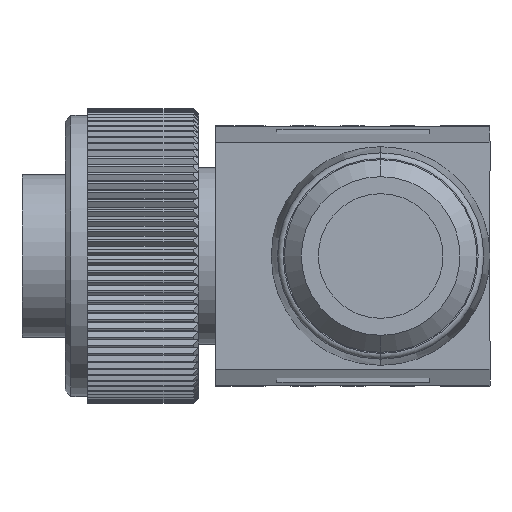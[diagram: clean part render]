
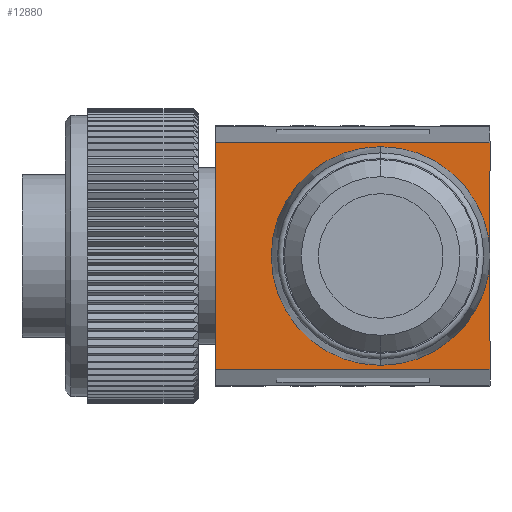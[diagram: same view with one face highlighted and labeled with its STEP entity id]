
A CAD part, left-side view. The second image highlights one B-rep face of the part: STEP entity #12880.
In plain terms, the highlighted planar face has unit normal (-1, 0, 0).
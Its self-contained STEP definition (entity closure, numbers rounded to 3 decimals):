
#4068=DIRECTION('',(0.,0.,1.));
#4069=VECTOR('',#4068,20.);
#4070=CARTESIAN_POINT('',(46.8,24.2,-33.786));
#4071=LINE('',#4070,#4069);
#4101=DIRECTION('',(0.,-1.,0.));
#4102=VECTOR('',#4101,24.2);
#4103=CARTESIAN_POINT('',(46.8,24.2,-13.786));
#4104=LINE('',#4103,#4102);
#4187=CARTESIAN_POINT('',(46.8,9.65,-23.786));
#4188=DIRECTION('',(1.,0.,0.));
#4189=DIRECTION('',(0.,0.,1.));
#4190=AXIS2_PLACEMENT_3D('',#4187,#4188,#4189);
#4192=CARTESIAN_POINT('',(46.8,9.65,-23.786));
#4193=DIRECTION('',(1.,0.,0.));
#4194=DIRECTION('',(0.,0.,-1.));
#4195=AXIS2_PLACEMENT_3D('',#4192,#4193,#4194);
#4197=CARTESIAN_POINT('',(46.8,9.65,-23.786));
#4198=DIRECTION('',(1.,0.,0.));
#4199=DIRECTION('',(0.,-1.,0.));
#4200=AXIS2_PLACEMENT_3D('',#4197,#4198,#4199);
#4202=DIRECTION('',(0.,0.,1.));
#4203=VECTOR('',#4202,10.);
#4204=CARTESIAN_POINT('',(46.8,0.,-33.786));
#4205=LINE('',#4204,#4203);
#4206=DIRECTION('',(0.,-1.,0.));
#4207=VECTOR('',#4206,24.2);
#4208=CARTESIAN_POINT('',(46.8,24.2,-33.786));
#4209=LINE('',#4208,#4207);
#4210=DIRECTION('',(0.,0.,1.));
#4211=VECTOR('',#4210,10.);
#4212=CARTESIAN_POINT('',(46.8,0.,-23.786));
#4213=LINE('',#4212,#4211);
#6562=CARTESIAN_POINT('',(46.8,0.,-33.786));
#6564=VERTEX_POINT('',#6562);
#6565=CARTESIAN_POINT('',(46.8,0.,-13.786));
#6566=VERTEX_POINT('',#6565);
#6567=CARTESIAN_POINT('',(46.8,0.,-23.786));
#6568=VERTEX_POINT('',#6567);
#6569=CARTESIAN_POINT('',(46.8,24.2,-33.786));
#6570=VERTEX_POINT('',#6569);
#6581=CARTESIAN_POINT('',(46.8,9.65,-14.136));
#6582=VERTEX_POINT('',#6581);
#6583=CARTESIAN_POINT('',(46.8,9.65,-33.436));
#6584=VERTEX_POINT('',#6583);
#6585=CARTESIAN_POINT('',(46.8,24.2,-13.786));
#6586=VERTEX_POINT('',#6585);
#12862=CARTESIAN_POINT('',(46.8,12.1,-23.786));
#12863=DIRECTION('',(1.,0.,0.));
#12864=DIRECTION('',(0.,0.,1.));
#12865=AXIS2_PLACEMENT_3D('',#12862,#12863,#12864);
#12866=PLANE('',#12865);
#12868=ORIENTED_EDGE('',*,*,#12867,.F.);
#12870=ORIENTED_EDGE('',*,*,#12869,.F.);
#12872=ORIENTED_EDGE('',*,*,#12871,.F.);
#12873=ORIENTED_EDGE('',*,*,#12827,.F.);
#12874=ORIENTED_EDGE('',*,*,#12843,.F.);
#12875=ORIENTED_EDGE('',*,*,#12731,.T.);
#12876=ORIENTED_EDGE('',*,*,#12758,.T.);
#12877=ORIENTED_EDGE('',*,*,#12829,.F.);
#12878=EDGE_LOOP('',(#12868,#12870,#12872,#12873,#12874,#12875,#12876,#12877));
#12879=FACE_OUTER_BOUND('',#12878,.F.);
#12880=ADVANCED_FACE('',(#12879),#12866,.F.);
#4191=CIRCLE('',#4190,9.65);
#4196=CIRCLE('',#4195,9.65);
#4201=CIRCLE('',#4200,9.65);
#12731=EDGE_CURVE('',#6570,#6586,#4071,.T.);
#12758=EDGE_CURVE('',#6586,#6566,#4104,.T.);
#12827=EDGE_CURVE('',#6564,#6568,#4205,.T.);
#12829=EDGE_CURVE('',#6568,#6566,#4213,.T.);
#12843=EDGE_CURVE('',#6570,#6564,#4209,.T.);
#12867=EDGE_CURVE('',#6582,#6568,#4191,.T.);
#12869=EDGE_CURVE('',#6584,#6582,#4196,.T.);
#12871=EDGE_CURVE('',#6568,#6584,#4201,.T.);
